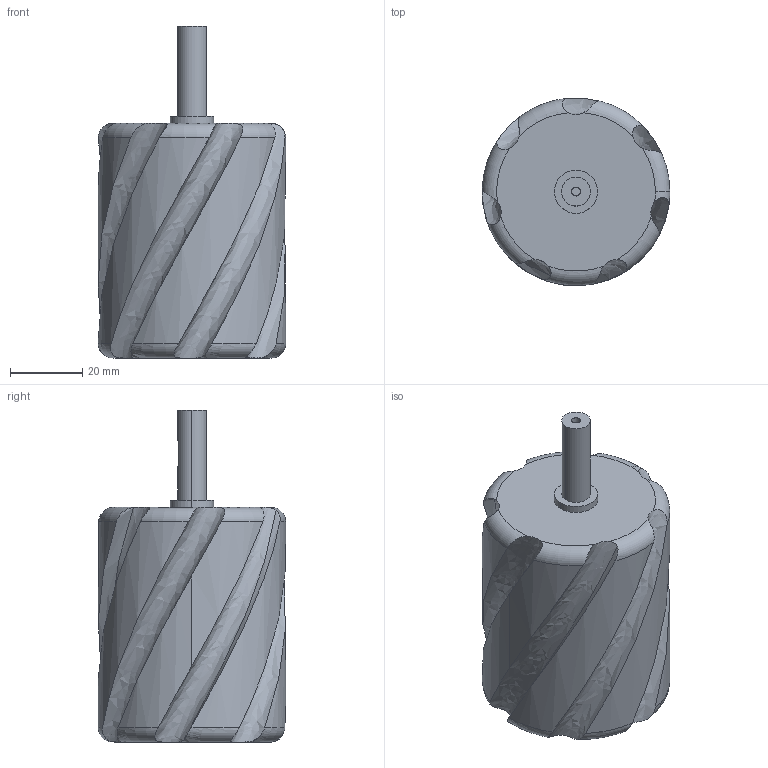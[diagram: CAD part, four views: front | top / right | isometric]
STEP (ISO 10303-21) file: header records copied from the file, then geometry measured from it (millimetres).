
FILE_DESCRIPTION (( 'STEP AP214' ), '1' );
FILE_NAME ('Alternator int.STEP', '2023-04-24T17:06:57', ( '' ), ( '' ), 'SwSTEP 2.0', 'SolidWorks 2017', '' );
FILE_SCHEMA (( 'AUTOMOTIVE_DESIGN' ));
Length unit declared in the file: millimetre
Products named in the file (1): Alternator int
Bounding box: 52 x 51.97 x 92 mm (x, y, z)
Volume: 124079.2 mm3; surface area: 17458.5 mm2
Topology: 2 solids, 2 shells, 52 faces, 136 edges, 91 vertices
Faces by surface type: cylinder 18, torus 16, bspline 9, plane 9
Entity records: 3079 total; most frequent: CARTESIAN_POINT 1870, ORIENTED_EDGE 274, DIRECTION 221, EDGE_CURVE 137, AXIS2_PLACEMENT_3D 102, VERTEX_POINT 92, CIRCLE 58, EDGE_LOOP 55
